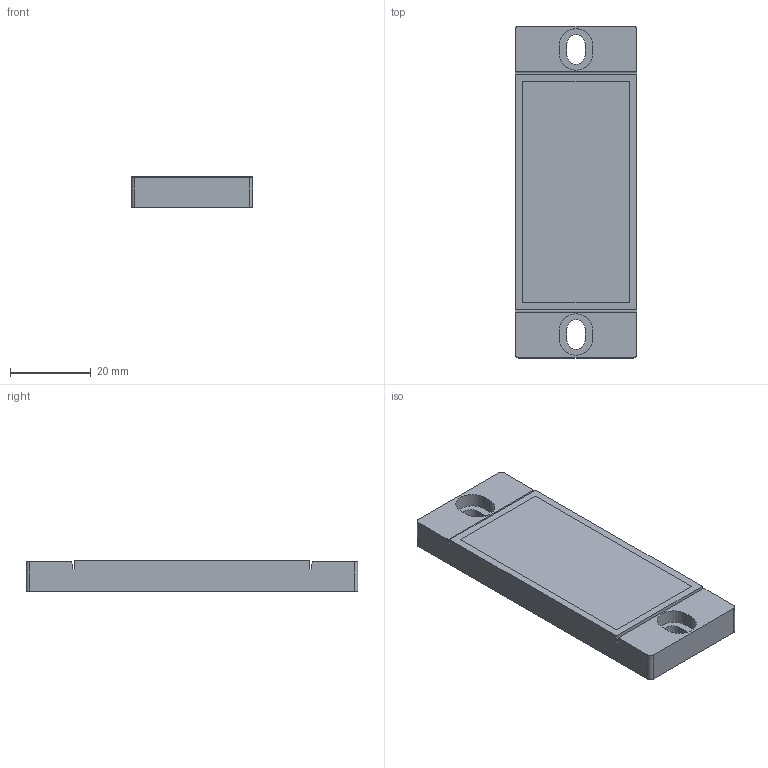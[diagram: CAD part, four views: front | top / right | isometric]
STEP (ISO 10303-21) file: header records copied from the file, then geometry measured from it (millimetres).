
FILE_DESCRIPTION((''),'2;1');
FILE_NAME('E300-22_CB_K04','2017-06-20T',('cmozuch'),(''),'PRO/ENGINEER BY PARAMETRIC TECHNOLOGY CORPORATION, 2015440','PRO/ENGINEER BY PARAMETRIC TECHNOLOGY CORPORATION, 2015440','');
FILE_SCHEMA(('CONFIG_CONTROL_DESIGN'));
Length unit declared in the file: millimetre
Products named in the file (1): E300-22_CB_K04
Bounding box: 30 x 82.1 x 7.6 mm (x, y, z)
Volume: 16747.6 mm3; surface area: 7532 mm2
Topology: 1 solids, 1 shells, 49 faces, 124 edges, 84 vertices
Faces by surface type: plane 29, cylinder 12, cone 8
Entity records: 2167 total; most frequent: DIRECTION 262, CARTESIAN_POINT 257, ORIENTED_EDGE 248, EDGE_CURVE 124, FILL_AREA_STYLE_COLOUR 98, FILL_AREA_STYLE 98, SURFACE_STYLE_FILL_AREA 98, SURFACE_SIDE_STYLE 98
